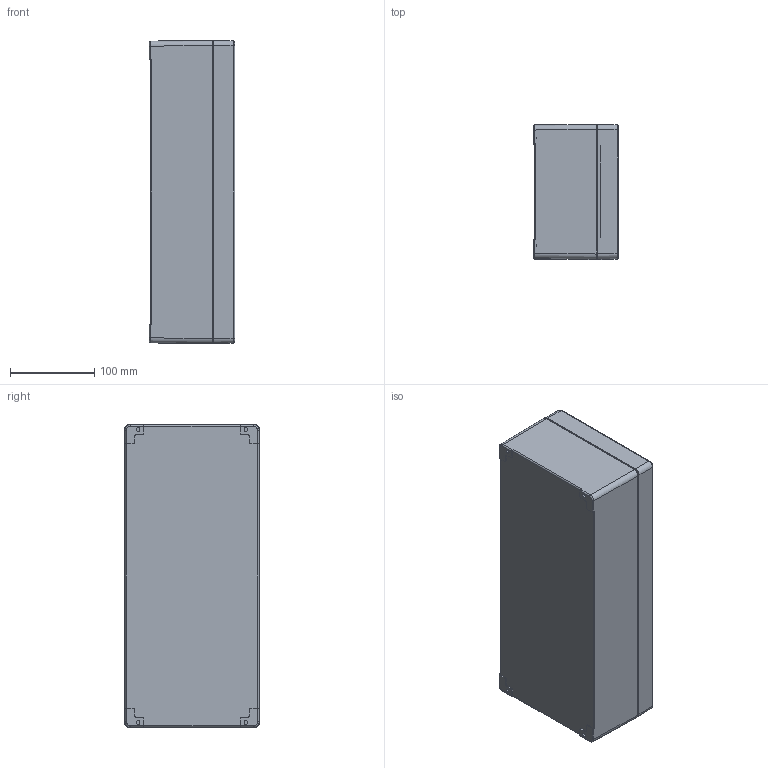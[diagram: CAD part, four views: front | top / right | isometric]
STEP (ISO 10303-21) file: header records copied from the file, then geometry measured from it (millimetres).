
FILE_DESCRIPTION(/* description */ ('ABS-Gehäuse'),/* implementation_level */ '2;1');
FILE_NAME(/* name */ '01361610010-RST.stp',/* time_stamp */ '2021-09-02T14:02:50+02:00',/* author */ ('sl'),/* organization */ (''),/* preprocessor_version */ 'ST-DEVELOPER v16.5',/* originating_system */ 'Autodesk Inventor 2017',/* authorisation */ '');
FILE_SCHEMA (('AUTOMOTIVE_DESIGN { 1 0 10303 214 3 1 1 }'));
Length unit declared in the file: millimetre
Products named in the file (4): 01_361610_010; Deckel-ABS-Gehäuse-31-BT-0002-01_361610_010; UT-ABS-Gehäuse-31-BT-0001-01_361610_010; Schraube-M4x34x10
Assembly tree (8 placements, depth 2):
  01_361610_010
    Deckel-ABS-Gehäuse-31-BT-0002-01_361610_010
    UT-ABS-Gehäuse-31-BT-0001-01_361610_010
    Schraube-M4x34x10  x6
Bounding box: 101.5 x 160 x 360 mm (x, y, z)
Volume: 770052.1 mm3; surface area: 458315 mm2
Topology: 8 solids, 8 shells, 632 faces, 1518 edges, 950 vertices
Faces by surface type: plane 230, cylinder 216, torus 106, cone 66, bspline 14
Full cylindrical faces by diameter (mm): 2.87 x6, 3 x2, 4 x6, 4.2 x6, 4.4 x4, 5 x6, 5.5 x10, 7 x6, 7.2 x6, 8.2 x4
Entity records: 14558 total; most frequent: CARTESIAN_POINT 2919, DIRECTION 2670, ORIENTED_EDGE 2160, AXIS2_PLACEMENT_3D 1105, EDGE_CURVE 1080, VERTEX_POINT 717, EDGE_LOOP 635, CIRCLE 566
